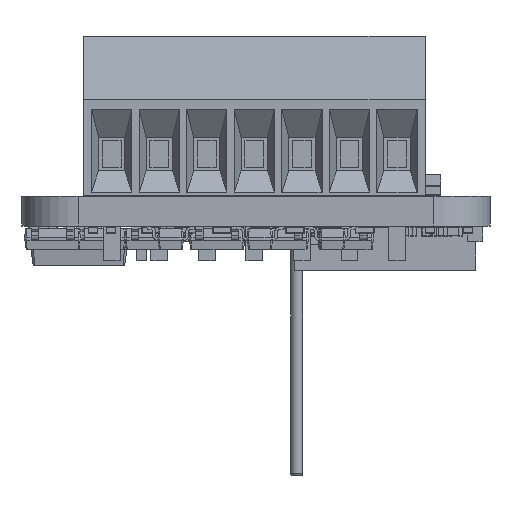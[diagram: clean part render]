
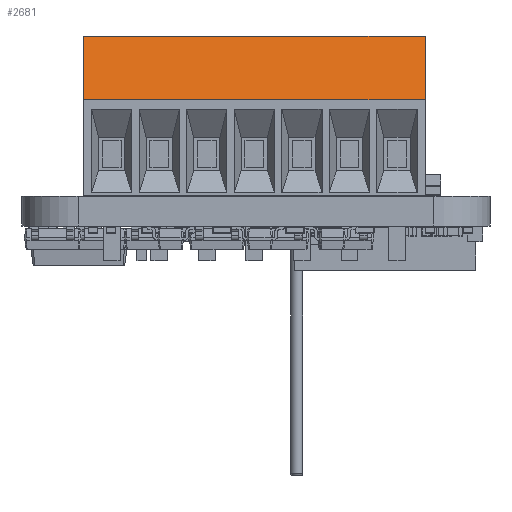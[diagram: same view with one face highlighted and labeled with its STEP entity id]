
A CAD part, front view. The second image highlights one B-rep face of the part: STEP entity #2681.
In plain terms, the highlighted planar face has unit normal (0, -0.966, 0.259).
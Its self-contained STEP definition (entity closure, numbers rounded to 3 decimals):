
#1240 = VERTEX_POINT('',#1241);
#1241 = CARTESIAN_POINT('',(-1.5,-2.36,5.1));
#1266 = VERTEX_POINT('',#1267);
#1267 = CARTESIAN_POINT('',(-1.5,-1.45,8.5));
#1273 = EDGE_CURVE('',#1266,#1240,#1274,.T.);
#1274 = LINE('',#1275,#1276);
#1275 = CARTESIAN_POINT('',(-1.5,-1.45,8.5));
#1276 = VECTOR('',#1277,1.);
#1277 = DIRECTION('',(0.,-0.259,-0.966));
#1288 = VERTEX_POINT('',#1289);
#1289 = CARTESIAN_POINT('',(16.74,-2.36,5.1));
#1314 = VERTEX_POINT('',#1315);
#1315 = CARTESIAN_POINT('',(16.74,-1.45,8.5));
#1321 = EDGE_CURVE('',#1314,#1288,#1322,.T.);
#1322 = LINE('',#1323,#1324);
#1323 = CARTESIAN_POINT('',(16.74,-1.45,8.5));
#1324 = VECTOR('',#1325,1.);
#1325 = DIRECTION('',(0.,-0.259,-0.966));
#2024 = EDGE_CURVE('',#1240,#1288,#2025,.T.);
#2025 = LINE('',#2026,#2027);
#2026 = CARTESIAN_POINT('',(-1.5,-2.36,5.1));
#2027 = VECTOR('',#2028,1.);
#2028 = DIRECTION('',(1.,0.,0.));
#2681 = ADVANCED_FACE('',(#2682),#2693,.F.);
#2682 = FACE_BOUND('',#2683,.F.);
#2683 = EDGE_LOOP('',(#2684,#2690,#2691,#2692));
#2684 = ORIENTED_EDGE('',*,*,#2685,.T.);
#2685 = EDGE_CURVE('',#1266,#1314,#2686,.T.);
#2686 = LINE('',#2687,#2688);
#2687 = CARTESIAN_POINT('',(-1.5,-1.45,8.5));
#2688 = VECTOR('',#2689,1.);
#2689 = DIRECTION('',(1.,0.,0.));
#2690 = ORIENTED_EDGE('',*,*,#1321,.T.);
#2691 = ORIENTED_EDGE('',*,*,#2024,.F.);
#2692 = ORIENTED_EDGE('',*,*,#1273,.F.);
#2693 = PLANE('',#2694);
#2694 = AXIS2_PLACEMENT_3D('',#2695,#2696,#2697);
#2695 = CARTESIAN_POINT('',(-1.5,-1.45,8.5));
#2696 = DIRECTION('',(0.,0.966,-0.259));
#2697 = DIRECTION('',(0.,-0.259,-0.966));
